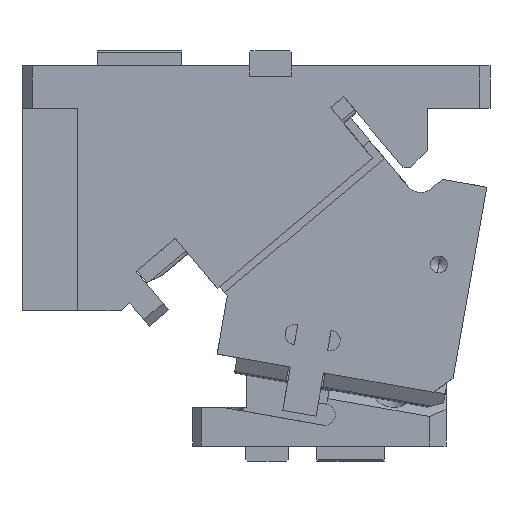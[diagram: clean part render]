
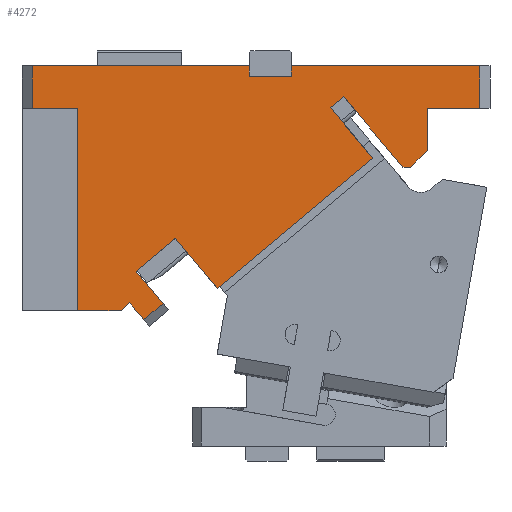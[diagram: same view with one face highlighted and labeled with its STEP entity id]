
A CAD part, front view. The second image highlights one B-rep face of the part: STEP entity #4272.
In plain terms, the highlighted planar face has unit normal (0, -1, 0).
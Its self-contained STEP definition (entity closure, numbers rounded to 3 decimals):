
#173=CARTESIAN_POINT('Vertex',(-269.07,-42.5,71.77)) ;
#176=CARTESIAN_POINT('Line Origine',(-204.82,-42.5,71.77)) ;
#180=CARTESIAN_POINT('Vertex',(-140.57,-42.5,71.77)) ;
#884=CARTESIAN_POINT('Line Origine',(-140.57,-42.5,68.77)) ;
#888=CARTESIAN_POINT('Vertex',(-140.57,-42.5,65.77)) ;
#903=CARTESIAN_POINT('Line Origine',(-128.07,-42.5,65.77)) ;
#907=CARTESIAN_POINT('Vertex',(-115.57,-42.5,65.77)) ;
#934=CARTESIAN_POINT('Line Origine',(-115.57,-42.5,68.77)) ;
#938=CARTESIAN_POINT('Vertex',(-115.57,-42.5,71.77)) ;
#1358=CARTESIAN_POINT('Vertex',(-191.506,-42.5,-68.8)) ;
#1363=CARTESIAN_POINT('Line Origine',(-197.252,-42.5,-73.621)) ;
#1367=CARTESIAN_POINT('Vertex',(-202.997,-42.5,-78.442)) ;
#1425=CARTESIAN_POINT('Line Origine',(-113.326,-42.5,-21.475)) ;
#1429=CARTESIAN_POINT('Vertex',(-67.363,-42.5,17.092)) ;
#1431=CARTESIAN_POINT('Vertex',(-159.288,-42.5,-60.042)) ;
#1524=CARTESIAN_POINT('Line Origine',(-171.823,-42.5,-45.104)) ;
#1528=CARTESIAN_POINT('Vertex',(-184.357,-42.5,-30.166)) ;
#1624=CARTESIAN_POINT('Line Origine',(-79.897,-42.5,32.03)) ;
#1628=CARTESIAN_POINT('Vertex',(-92.432,-42.5,46.968)) ;
#2619=CARTESIAN_POINT('Vertex',(-35.07,-42.5,46.77)) ;
#2647=CARTESIAN_POINT('Vertex',(-4.07,-42.5,46.77)) ;
#2650=CARTESIAN_POINT('Line Origine',(-19.57,-42.5,46.77)) ;
#2685=CARTESIAN_POINT('Line Origine',(-35.07,-42.5,34.27)) ;
#2689=CARTESIAN_POINT('Vertex',(-35.07,-42.5,21.77)) ;
#2723=CARTESIAN_POINT('Line Origine',(-40.07,-42.5,16.77)) ;
#2727=CARTESIAN_POINT('Vertex',(-45.07,-42.5,11.77)) ;
#2754=CARTESIAN_POINT('Line Origine',(-47.332,-42.5,11.77)) ;
#2758=CARTESIAN_POINT('Vertex',(-49.595,-42.5,11.77)) ;
#2785=CARTESIAN_POINT('Line Origine',(-67.11,-42.5,32.644)) ;
#2789=CARTESIAN_POINT('Vertex',(-84.626,-42.5,53.518)) ;
#3279=CARTESIAN_POINT('Vertex',(-207.576,-42.5,-49.649)) ;
#3294=CARTESIAN_POINT('Line Origine',(-88.529,-42.5,50.243)) ;
#3299=CARTESIAN_POINT('Line Origine',(-195.967,-42.5,-39.908)) ;
#3339=CARTESIAN_POINT('Line Origine',(-199.541,-42.5,-59.225)) ;
#3393=CARTESIAN_POINT('Vertex',(-211.353,-42.5,-68.484)) ;
#3401=CARTESIAN_POINT('Line Origine',(-207.175,-42.5,-73.463)) ;
#3420=CARTESIAN_POINT('Line Origine',(-214.181,-42.5,-70.857)) ;
#3424=CARTESIAN_POINT('Vertex',(-217.01,-42.5,-73.23)) ;
#3717=CARTESIAN_POINT('Vertex',(-242.07,-42.5,46.77)) ;
#3720=CARTESIAN_POINT('Line Origine',(-255.57,-42.5,46.77)) ;
#3724=CARTESIAN_POINT('Vertex',(-269.07,-42.5,46.77)) ;
#3762=CARTESIAN_POINT('Vertex',(-242.07,-42.5,-73.23)) ;
#3765=CARTESIAN_POINT('Line Origine',(-242.07,-42.5,-13.23)) ;
#3789=CARTESIAN_POINT('Line Origine',(-229.54,-42.5,-73.23)) ;
#4158=CARTESIAN_POINT('Line Origine',(-59.82,-42.5,71.77)) ;
#4162=CARTESIAN_POINT('Vertex',(-4.07,-42.5,71.77)) ;
#4224=CARTESIAN_POINT('Line Origine',(-4.07,-42.5,59.27)) ;
#4236=CARTESIAN_POINT('Axis2P3D Location',(0.,-42.5,0.)) ;
#4241=CARTESIAN_POINT('Line Origine',(-269.07,-42.5,59.27)) ;
#177=DIRECTION('Vector Direction',(-1.,0.,0.)) ;
#885=DIRECTION('Vector Direction',(0.,0.,1.)) ;
#904=DIRECTION('Vector Direction',(-1.,0.,0.)) ;
#935=DIRECTION('Vector Direction',(0.,0.,1.)) ;
#1364=DIRECTION('Vector Direction',(0.766,0.,0.643)) ;
#1426=DIRECTION('Vector Direction',(-0.766,0.,-0.643)) ;
#1525=DIRECTION('Vector Direction',(-0.643,0.,0.766)) ;
#1625=DIRECTION('Vector Direction',(0.643,0.,-0.766)) ;
#2651=DIRECTION('Vector Direction',(-1.,0.,0.)) ;
#2686=DIRECTION('Vector Direction',(0.,0.,-1.)) ;
#2724=DIRECTION('Vector Direction',(0.707,0.,0.707)) ;
#2755=DIRECTION('Vector Direction',(1.,0.,0.)) ;
#2786=DIRECTION('Vector Direction',(-0.643,0.,0.766)) ;
#3295=DIRECTION('Vector Direction',(0.766,0.,0.643)) ;
#3300=DIRECTION('Vector Direction',(0.766,0.,0.643)) ;
#3340=DIRECTION('Vector Direction',(0.643,0.,-0.766)) ;
#3402=DIRECTION('Vector Direction',(0.643,0.,-0.766)) ;
#3421=DIRECTION('Vector Direction',(0.766,0.,0.643)) ;
#3721=DIRECTION('Vector Direction',(-1.,0.,0.)) ;
#3766=DIRECTION('Vector Direction',(0.,0.,1.)) ;
#3790=DIRECTION('Vector Direction',(1.,0.,0.)) ;
#4159=DIRECTION('Vector Direction',(-1.,0.,0.)) ;
#4225=DIRECTION('Vector Direction',(0.,0.,1.)) ;
#4237=DIRECTION('Axis2P3D Direction',(0.,1.,0.)) ;
#4238=DIRECTION('Axis2P3D XDirection',(0.,0.,1.)) ;
#4242=DIRECTION('Vector Direction',(0.,0.,-1.)) ;
#4239=AXIS2_PLACEMENT_3D('Plane Axis2P3D',#4236,#4237,#4238) ;
#4247=ORIENTED_EDGE('',*,*,#4228,.T.) ;
#4248=ORIENTED_EDGE('',*,*,#4164,.T.) ;
#4249=ORIENTED_EDGE('',*,*,#940,.F.) ;
#4250=ORIENTED_EDGE('',*,*,#909,.T.) ;
#4251=ORIENTED_EDGE('',*,*,#890,.T.) ;
#4252=ORIENTED_EDGE('',*,*,#182,.T.) ;
#4253=ORIENTED_EDGE('',*,*,#4245,.T.) ;
#4254=ORIENTED_EDGE('',*,*,#3726,.F.) ;
#4255=ORIENTED_EDGE('',*,*,#3769,.F.) ;
#4256=ORIENTED_EDGE('',*,*,#3793,.T.) ;
#4257=ORIENTED_EDGE('',*,*,#3426,.T.) ;
#4258=ORIENTED_EDGE('',*,*,#3405,.T.) ;
#4259=ORIENTED_EDGE('',*,*,#1369,.T.) ;
#4260=ORIENTED_EDGE('',*,*,#3343,.F.) ;
#4261=ORIENTED_EDGE('',*,*,#3303,.T.) ;
#4262=ORIENTED_EDGE('',*,*,#1530,.F.) ;
#4263=ORIENTED_EDGE('',*,*,#1433,.F.) ;
#4264=ORIENTED_EDGE('',*,*,#1630,.F.) ;
#4265=ORIENTED_EDGE('',*,*,#3298,.T.) ;
#4266=ORIENTED_EDGE('',*,*,#2791,.F.) ;
#4267=ORIENTED_EDGE('',*,*,#2760,.T.) ;
#4268=ORIENTED_EDGE('',*,*,#2729,.T.) ;
#4269=ORIENTED_EDGE('',*,*,#2691,.F.) ;
#4270=ORIENTED_EDGE('',*,*,#2654,.F.) ;
#178=VECTOR('Line Direction',#177,1.) ;
#886=VECTOR('Line Direction',#885,1.) ;
#905=VECTOR('Line Direction',#904,1.) ;
#936=VECTOR('Line Direction',#935,1.) ;
#1365=VECTOR('Line Direction',#1364,1.) ;
#1427=VECTOR('Line Direction',#1426,1.) ;
#1526=VECTOR('Line Direction',#1525,1.) ;
#1626=VECTOR('Line Direction',#1625,1.) ;
#2652=VECTOR('Line Direction',#2651,1.) ;
#2687=VECTOR('Line Direction',#2686,1.) ;
#2725=VECTOR('Line Direction',#2724,1.) ;
#2756=VECTOR('Line Direction',#2755,1.) ;
#2787=VECTOR('Line Direction',#2786,1.) ;
#3296=VECTOR('Line Direction',#3295,1.) ;
#3301=VECTOR('Line Direction',#3300,1.) ;
#3341=VECTOR('Line Direction',#3340,1.) ;
#3403=VECTOR('Line Direction',#3402,1.) ;
#3422=VECTOR('Line Direction',#3421,1.) ;
#3722=VECTOR('Line Direction',#3721,1.) ;
#3767=VECTOR('Line Direction',#3766,1.) ;
#3791=VECTOR('Line Direction',#3790,1.) ;
#4160=VECTOR('Line Direction',#4159,1.) ;
#4226=VECTOR('Line Direction',#4225,1.) ;
#4243=VECTOR('Line Direction',#4242,1.) ;
#4272=ADVANCED_FACE('CAM HOLDER',(#4271),#4240,.F.) ;
#182=EDGE_CURVE('',#181,#174,#179,.T.) ;
#890=EDGE_CURVE('',#889,#181,#887,.T.) ;
#909=EDGE_CURVE('',#908,#889,#906,.T.) ;
#940=EDGE_CURVE('',#908,#939,#937,.T.) ;
#1369=EDGE_CURVE('',#1368,#1359,#1366,.T.) ;
#1433=EDGE_CURVE('',#1430,#1432,#1428,.T.) ;
#1530=EDGE_CURVE('',#1432,#1529,#1527,.T.) ;
#1630=EDGE_CURVE('',#1629,#1430,#1627,.T.) ;
#2654=EDGE_CURVE('',#2648,#2620,#2653,.T.) ;
#2691=EDGE_CURVE('',#2620,#2690,#2688,.T.) ;
#2729=EDGE_CURVE('',#2728,#2690,#2726,.T.) ;
#2760=EDGE_CURVE('',#2759,#2728,#2757,.T.) ;
#2791=EDGE_CURVE('',#2759,#2790,#2788,.T.) ;
#3298=EDGE_CURVE('',#1629,#2790,#3297,.T.) ;
#3303=EDGE_CURVE('',#3280,#1529,#3302,.T.) ;
#3343=EDGE_CURVE('',#3280,#1359,#3342,.T.) ;
#3405=EDGE_CURVE('',#3394,#1368,#3404,.T.) ;
#3426=EDGE_CURVE('',#3425,#3394,#3423,.T.) ;
#3726=EDGE_CURVE('',#3718,#3725,#3723,.T.) ;
#3769=EDGE_CURVE('',#3763,#3718,#3768,.T.) ;
#3793=EDGE_CURVE('',#3763,#3425,#3792,.T.) ;
#4164=EDGE_CURVE('',#4163,#939,#4161,.T.) ;
#4228=EDGE_CURVE('',#2648,#4163,#4227,.T.) ;
#4245=EDGE_CURVE('',#174,#3725,#4244,.T.) ;
#4246=EDGE_LOOP('',(#4247,#4248,#4249,#4250,#4251,#4252,#4253,#4254,#4255,#4256,#4257,#4258,#4259,#4260,#4261,#4262,#4263,#4264,#4265,#4266,#4267,#4268,#4269,#4270)) ;
#4271=FACE_OUTER_BOUND('',#4246,.T.) ;
#179=LINE('Line',#176,#178) ;
#887=LINE('Line',#884,#886) ;
#906=LINE('Line',#903,#905) ;
#937=LINE('Line',#934,#936) ;
#1366=LINE('Line',#1363,#1365) ;
#1428=LINE('Line',#1425,#1427) ;
#1527=LINE('Line',#1524,#1526) ;
#1627=LINE('Line',#1624,#1626) ;
#2653=LINE('Line',#2650,#2652) ;
#2688=LINE('Line',#2685,#2687) ;
#2726=LINE('Line',#2723,#2725) ;
#2757=LINE('Line',#2754,#2756) ;
#2788=LINE('Line',#2785,#2787) ;
#3297=LINE('Line',#3294,#3296) ;
#3302=LINE('Line',#3299,#3301) ;
#3342=LINE('Line',#3339,#3341) ;
#3404=LINE('Line',#3401,#3403) ;
#3423=LINE('Line',#3420,#3422) ;
#3723=LINE('Line',#3720,#3722) ;
#3768=LINE('Line',#3765,#3767) ;
#3792=LINE('Line',#3789,#3791) ;
#4161=LINE('Line',#4158,#4160) ;
#4227=LINE('Line',#4224,#4226) ;
#4244=LINE('Line',#4241,#4243) ;
#4240=PLANE('Plane',#4239) ;
#174=VERTEX_POINT('',#173) ;
#181=VERTEX_POINT('',#180) ;
#889=VERTEX_POINT('',#888) ;
#908=VERTEX_POINT('',#907) ;
#939=VERTEX_POINT('',#938) ;
#1359=VERTEX_POINT('',#1358) ;
#1368=VERTEX_POINT('',#1367) ;
#1430=VERTEX_POINT('',#1429) ;
#1432=VERTEX_POINT('',#1431) ;
#1529=VERTEX_POINT('',#1528) ;
#1629=VERTEX_POINT('',#1628) ;
#2620=VERTEX_POINT('',#2619) ;
#2648=VERTEX_POINT('',#2647) ;
#2690=VERTEX_POINT('',#2689) ;
#2728=VERTEX_POINT('',#2727) ;
#2759=VERTEX_POINT('',#2758) ;
#2790=VERTEX_POINT('',#2789) ;
#3280=VERTEX_POINT('',#3279) ;
#3394=VERTEX_POINT('',#3393) ;
#3425=VERTEX_POINT('',#3424) ;
#3718=VERTEX_POINT('',#3717) ;
#3725=VERTEX_POINT('',#3724) ;
#3763=VERTEX_POINT('',#3762) ;
#4163=VERTEX_POINT('',#4162) ;
